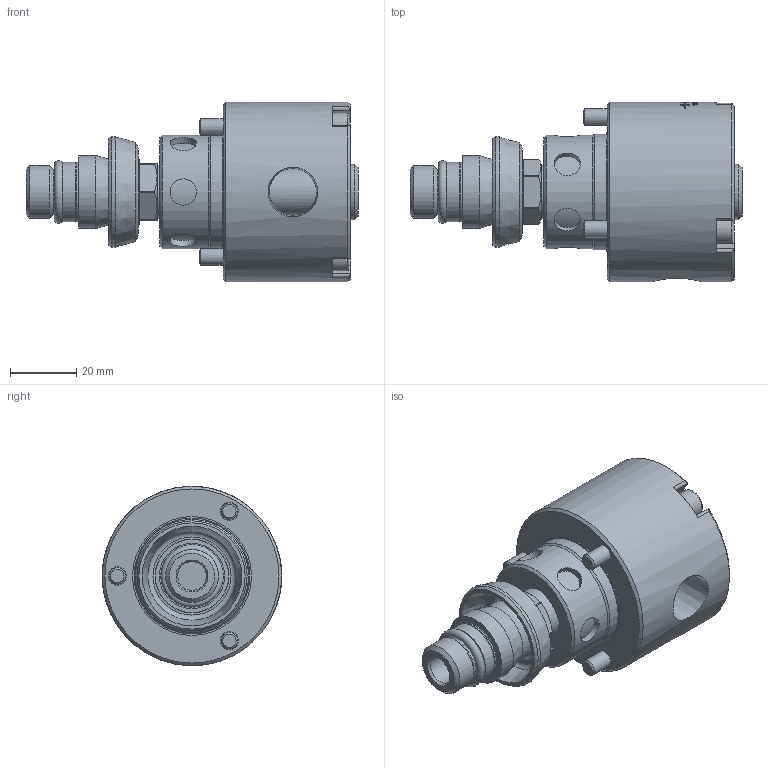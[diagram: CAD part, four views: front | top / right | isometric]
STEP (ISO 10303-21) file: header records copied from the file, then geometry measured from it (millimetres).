
FILE_DESCRIPTION(/* description */ (''),/* implementation_level */ '2;1');
FILE_NAME(/* name */ '1121-330-240-IC.stp',/* time_stamp */ '2020-05-14T15:18:13-05:00',/* author */ ('moorera'),/* organization */ (''),/* preprocessor_version */ 'ST-DEVELOPER v18.1',/* originating_system */ 'Autodesk Inventor 2020',/* authorisation */ '');
FILE_SCHEMA (('AUTOMOTIVE_DESIGN { 1 0 10303 214 3 1 1 }'));
Products named in the file (1): 1121-330-240-IC
Bounding box: 99.89 x 54 x 54 mm (x, y, z)
Volume: 110138.8 mm3; surface area: 26052.8 mm2
Topology: 2 solids, 2 shells, 452 faces, 1227 edges, 836 vertices
Faces by surface type: bspline 174, plane 161, cylinder 78, cone 28, torus 11
Full cylindrical faces by diameter (mm): 5 x3, 5.5 x3, 7.9 x6, 8.5 x3, 8.7 x1, 13.56 x1, 14.25 x2, 15.968 x1, 16 x1, 17.793 x1, 17.993 x1, 19 x1, 19.5 x1, 22 x1, 23.4 x1, 33.155 x1, 34.1 x1, 34.82 x1, 35.8 x1, 54 x1
Entity records: 52910 total; most frequent: CARTESIAN_POINT 41952, ORIENTED_EDGE 2448, DIRECTION 1873, EDGE_CURVE 1224, VERTEX_POINT 836, AXIS2_PLACEMENT_3D 697, EDGE_LOOP 514, LINE 479
